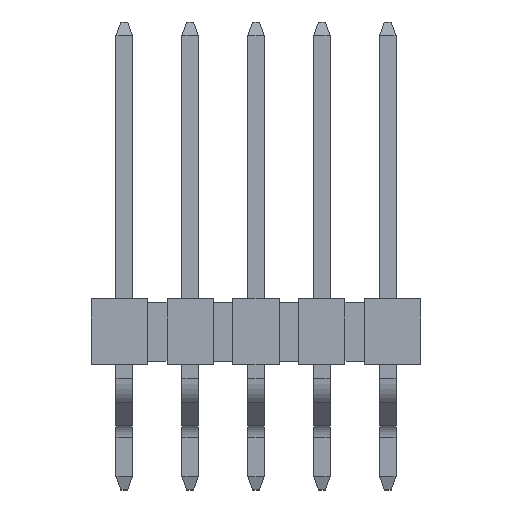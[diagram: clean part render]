
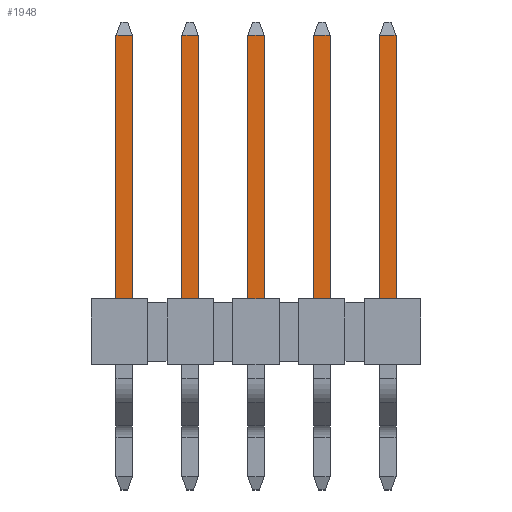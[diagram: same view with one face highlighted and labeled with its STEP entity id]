
A CAD part, top view. The second image highlights one B-rep face of the part: STEP entity #1948.
In plain terms, the highlighted face is planar.
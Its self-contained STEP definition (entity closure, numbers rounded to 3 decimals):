
#1948 = ADVANCED_FACE('',(#1949),#2111,.F.);
#1949 = FACE_BOUND('',#1950,.T.);
#1950 = EDGE_LOOP('',(#1951,#1961,#1969,#1977,#1985,#1993,#2001,#2009,
    #2017,#2025,#2033,#2041,#2049,#2057,#2065,#2073,#2081,#2089,#2097,
    #2105));
#1951 = ORIENTED_EDGE('',*,*,#1952,.F.);
#1952 = EDGE_CURVE('',#1953,#1955,#1957,.T.);
#1953 = VERTEX_POINT('',#1954);
#1954 = CARTESIAN_POINT('',(-5.398,6.096,-2.096));
#1955 = VERTEX_POINT('',#1956);
#1956 = CARTESIAN_POINT('',(5.398,6.096,-2.096));
#1957 = LINE('',#1958,#1959);
#1958 = CARTESIAN_POINT('',(5.398,6.096,-2.096));
#1959 = VECTOR('',#1960,1.);
#1960 = DIRECTION('',(1.,0.,0.));
#1961 = ORIENTED_EDGE('',*,*,#1962,.T.);
#1962 = EDGE_CURVE('',#1953,#1963,#1965,.T.);
#1963 = VERTEX_POINT('',#1964);
#1964 = CARTESIAN_POINT('',(-5.398,17.526,-2.096));
#1965 = LINE('',#1966,#1967);
#1966 = CARTESIAN_POINT('',(-5.398,4.282,-2.096));
#1967 = VECTOR('',#1968,1.);
#1968 = DIRECTION('',(0.,1.,0.));
#1969 = ORIENTED_EDGE('',*,*,#1970,.F.);
#1970 = EDGE_CURVE('',#1971,#1963,#1973,.T.);
#1971 = VERTEX_POINT('',#1972);
#1972 = CARTESIAN_POINT('',(-4.763,17.526,-2.096));
#1973 = LINE('',#1974,#1975);
#1974 = CARTESIAN_POINT('',(5.398,17.526,-2.096));
#1975 = VECTOR('',#1976,1.);
#1976 = DIRECTION('',(-1.,0.,0.));
#1977 = ORIENTED_EDGE('',*,*,#1978,.T.);
#1978 = EDGE_CURVE('',#1971,#1979,#1981,.T.);
#1979 = VERTEX_POINT('',#1980);
#1980 = CARTESIAN_POINT('',(-4.763,6.223,-2.096));
#1981 = LINE('',#1982,#1983);
#1982 = CARTESIAN_POINT('',(-4.763,4.282,-2.096));
#1983 = VECTOR('',#1984,1.);
#1984 = DIRECTION('',(0.,-1.,0.));
#1985 = ORIENTED_EDGE('',*,*,#1986,.T.);
#1986 = EDGE_CURVE('',#1979,#1987,#1989,.T.);
#1987 = VERTEX_POINT('',#1988);
#1988 = CARTESIAN_POINT('',(-2.858,6.223,-2.096));
#1989 = LINE('',#1990,#1991);
#1990 = CARTESIAN_POINT('',(5.398,6.223,-2.096));
#1991 = VECTOR('',#1992,1.);
#1992 = DIRECTION('',(1.,0.,0.));
#1993 = ORIENTED_EDGE('',*,*,#1994,.T.);
#1994 = EDGE_CURVE('',#1987,#1995,#1997,.T.);
#1995 = VERTEX_POINT('',#1996);
#1996 = CARTESIAN_POINT('',(-2.858,17.526,-2.096));
#1997 = LINE('',#1998,#1999);
#1998 = CARTESIAN_POINT('',(-2.858,4.282,-2.096));
#1999 = VECTOR('',#2000,1.);
#2000 = DIRECTION('',(0.,1.,0.));
#2001 = ORIENTED_EDGE('',*,*,#2002,.F.);
#2002 = EDGE_CURVE('',#2003,#1995,#2005,.T.);
#2003 = VERTEX_POINT('',#2004);
#2004 = CARTESIAN_POINT('',(-2.223,17.526,-2.096));
#2005 = LINE('',#2006,#2007);
#2006 = CARTESIAN_POINT('',(5.398,17.526,-2.096));
#2007 = VECTOR('',#2008,1.);
#2008 = DIRECTION('',(-1.,0.,0.));
#2009 = ORIENTED_EDGE('',*,*,#2010,.T.);
#2010 = EDGE_CURVE('',#2003,#2011,#2013,.T.);
#2011 = VERTEX_POINT('',#2012);
#2012 = CARTESIAN_POINT('',(-2.223,6.223,-2.096));
#2013 = LINE('',#2014,#2015);
#2014 = CARTESIAN_POINT('',(-2.223,4.282,-2.096));
#2015 = VECTOR('',#2016,1.);
#2016 = DIRECTION('',(0.,-1.,0.));
#2017 = ORIENTED_EDGE('',*,*,#2018,.T.);
#2018 = EDGE_CURVE('',#2011,#2019,#2021,.T.);
#2019 = VERTEX_POINT('',#2020);
#2020 = CARTESIAN_POINT('',(-0.318,6.223,-2.096));
#2021 = LINE('',#2022,#2023);
#2022 = CARTESIAN_POINT('',(5.398,6.223,-2.096));
#2023 = VECTOR('',#2024,1.);
#2024 = DIRECTION('',(1.,0.,0.));
#2025 = ORIENTED_EDGE('',*,*,#2026,.T.);
#2026 = EDGE_CURVE('',#2019,#2027,#2029,.T.);
#2027 = VERTEX_POINT('',#2028);
#2028 = CARTESIAN_POINT('',(-0.318,17.526,-2.096));
#2029 = LINE('',#2030,#2031);
#2030 = CARTESIAN_POINT('',(-0.318,4.282,-2.096));
#2031 = VECTOR('',#2032,1.);
#2032 = DIRECTION('',(0.,1.,0.));
#2033 = ORIENTED_EDGE('',*,*,#2034,.F.);
#2034 = EDGE_CURVE('',#2035,#2027,#2037,.T.);
#2035 = VERTEX_POINT('',#2036);
#2036 = CARTESIAN_POINT('',(0.318,17.526,-2.096));
#2037 = LINE('',#2038,#2039);
#2038 = CARTESIAN_POINT('',(5.398,17.526,-2.096));
#2039 = VECTOR('',#2040,1.);
#2040 = DIRECTION('',(-1.,0.,0.));
#2041 = ORIENTED_EDGE('',*,*,#2042,.T.);
#2042 = EDGE_CURVE('',#2035,#2043,#2045,.T.);
#2043 = VERTEX_POINT('',#2044);
#2044 = CARTESIAN_POINT('',(0.318,6.223,-2.096));
#2045 = LINE('',#2046,#2047);
#2046 = CARTESIAN_POINT('',(0.318,4.282,-2.096));
#2047 = VECTOR('',#2048,1.);
#2048 = DIRECTION('',(0.,-1.,0.));
#2049 = ORIENTED_EDGE('',*,*,#2050,.T.);
#2050 = EDGE_CURVE('',#2043,#2051,#2053,.T.);
#2051 = VERTEX_POINT('',#2052);
#2052 = CARTESIAN_POINT('',(2.223,6.223,-2.096));
#2053 = LINE('',#2054,#2055);
#2054 = CARTESIAN_POINT('',(5.398,6.223,-2.096));
#2055 = VECTOR('',#2056,1.);
#2056 = DIRECTION('',(1.,0.,0.));
#2057 = ORIENTED_EDGE('',*,*,#2058,.T.);
#2058 = EDGE_CURVE('',#2051,#2059,#2061,.T.);
#2059 = VERTEX_POINT('',#2060);
#2060 = CARTESIAN_POINT('',(2.223,17.526,-2.096));
#2061 = LINE('',#2062,#2063);
#2062 = CARTESIAN_POINT('',(2.223,4.282,-2.096));
#2063 = VECTOR('',#2064,1.);
#2064 = DIRECTION('',(0.,1.,0.));
#2065 = ORIENTED_EDGE('',*,*,#2066,.F.);
#2066 = EDGE_CURVE('',#2067,#2059,#2069,.T.);
#2067 = VERTEX_POINT('',#2068);
#2068 = CARTESIAN_POINT('',(2.858,17.526,-2.096));
#2069 = LINE('',#2070,#2071);
#2070 = CARTESIAN_POINT('',(5.398,17.526,-2.096));
#2071 = VECTOR('',#2072,1.);
#2072 = DIRECTION('',(-1.,0.,0.));
#2073 = ORIENTED_EDGE('',*,*,#2074,.T.);
#2074 = EDGE_CURVE('',#2067,#2075,#2077,.T.);
#2075 = VERTEX_POINT('',#2076);
#2076 = CARTESIAN_POINT('',(2.858,6.223,-2.096));
#2077 = LINE('',#2078,#2079);
#2078 = CARTESIAN_POINT('',(2.858,4.282,-2.096));
#2079 = VECTOR('',#2080,1.);
#2080 = DIRECTION('',(0.,-1.,0.));
#2081 = ORIENTED_EDGE('',*,*,#2082,.T.);
#2082 = EDGE_CURVE('',#2075,#2083,#2085,.T.);
#2083 = VERTEX_POINT('',#2084);
#2084 = CARTESIAN_POINT('',(4.763,6.223,-2.096));
#2085 = LINE('',#2086,#2087);
#2086 = CARTESIAN_POINT('',(5.398,6.223,-2.096));
#2087 = VECTOR('',#2088,1.);
#2088 = DIRECTION('',(1.,0.,0.));
#2089 = ORIENTED_EDGE('',*,*,#2090,.T.);
#2090 = EDGE_CURVE('',#2083,#2091,#2093,.T.);
#2091 = VERTEX_POINT('',#2092);
#2092 = CARTESIAN_POINT('',(4.763,17.526,-2.096));
#2093 = LINE('',#2094,#2095);
#2094 = CARTESIAN_POINT('',(4.763,4.282,-2.096));
#2095 = VECTOR('',#2096,1.);
#2096 = DIRECTION('',(0.,1.,0.));
#2097 = ORIENTED_EDGE('',*,*,#2098,.F.);
#2098 = EDGE_CURVE('',#2099,#2091,#2101,.T.);
#2099 = VERTEX_POINT('',#2100);
#2100 = CARTESIAN_POINT('',(5.398,17.526,-2.096));
#2101 = LINE('',#2102,#2103);
#2102 = CARTESIAN_POINT('',(5.398,17.526,-2.096));
#2103 = VECTOR('',#2104,1.);
#2104 = DIRECTION('',(-1.,0.,0.));
#2105 = ORIENTED_EDGE('',*,*,#2106,.F.);
#2106 = EDGE_CURVE('',#1955,#2099,#2107,.T.);
#2107 = LINE('',#2108,#2109);
#2108 = CARTESIAN_POINT('',(5.398,4.282,-2.096));
#2109 = VECTOR('',#2110,1.);
#2110 = DIRECTION('',(0.,1.,0.));
#2111 = PLANE('',#2112);
#2112 = AXIS2_PLACEMENT_3D('',#2113,#2114,#2115);
#2113 = CARTESIAN_POINT('',(5.398,4.282,-2.096));
#2114 = DIRECTION('',(0.,0.,1.));
#2115 = DIRECTION('',(1.,0.,-0.));
